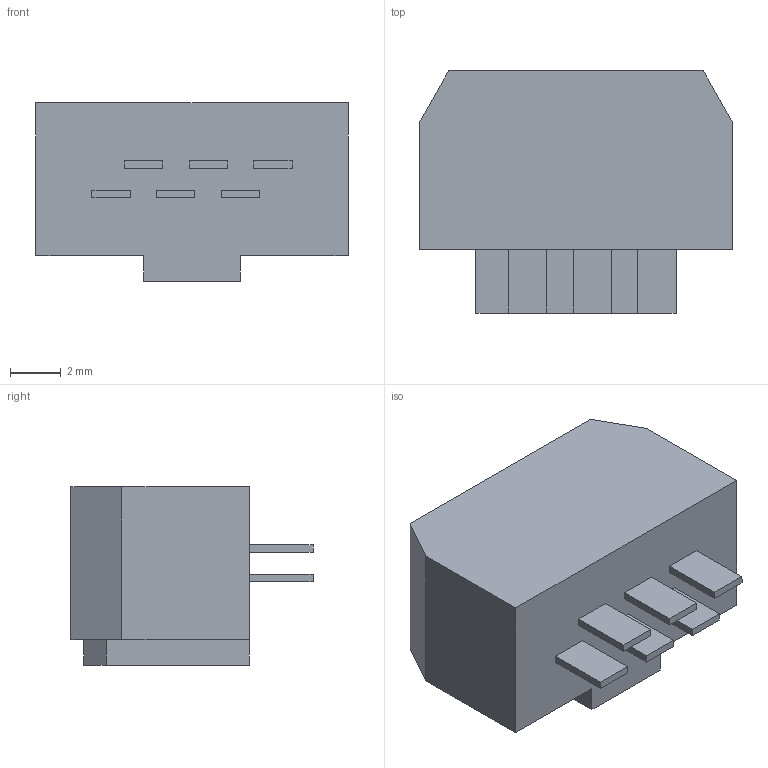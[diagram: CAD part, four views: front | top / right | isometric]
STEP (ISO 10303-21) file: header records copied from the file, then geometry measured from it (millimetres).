
FILE_DESCRIPTION (( 'STEP AP214' ), '1' );
FILE_NAME ('IDC6.STEP', '2021-05-28T11:22:35', ( '' ), ( '' ), 'SwSTEP 2.0', 'SolidWorks 2017', '' );
FILE_SCHEMA (( 'AUTOMOTIVE_DESIGN' ));
Length unit declared in the file: millimetre
Products named in the file (1): IDC6
Bounding box: 12.25 x 9.5 x 7 mm (x, y, z)
Volume: 459.8 mm3; surface area: 605.7 mm2
Topology: 1 solids, 1 shells, 74 faces, 180 edges, 120 vertices
Faces by surface type: plane 74
Entity records: 2972 total; most frequent: CARTESIAN_POINT 375, ORIENTED_EDGE 360, DIRECTION 330, EDGE_CURVE 180, VECTOR 180, LINE 180, VERTEX_POINT 120, EDGE_LOOP 86
